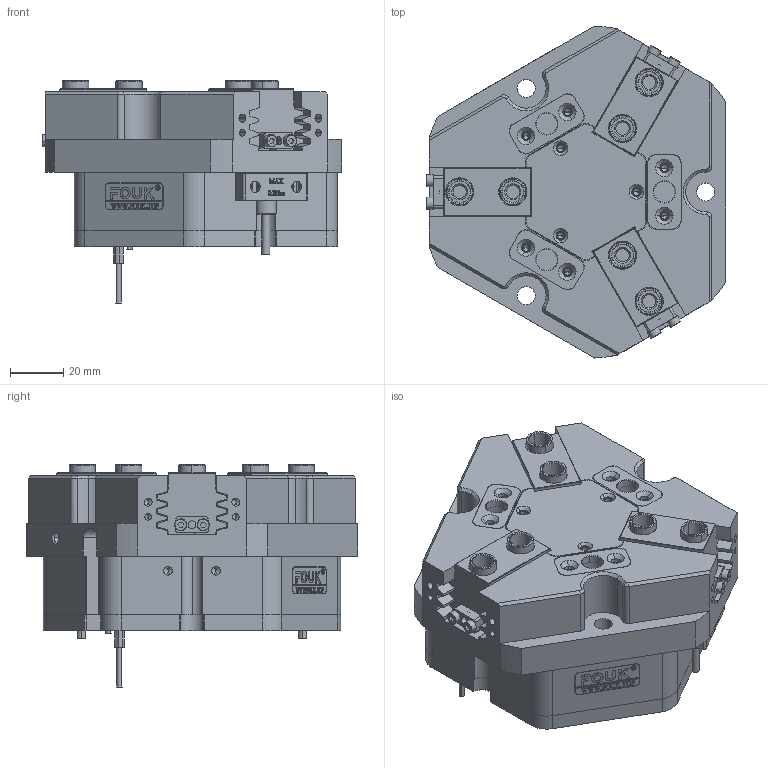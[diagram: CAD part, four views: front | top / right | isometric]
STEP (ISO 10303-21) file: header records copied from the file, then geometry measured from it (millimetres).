
FILE_DESCRIPTION (( 'STEP AP203' ), '1' );
FILE_NAME ('FZ70-125.STEP', '2025-03-30T07:50:38', ( 'USER-' ), ( 'Microsoft' ), 'SwSTEP 2.0', 'SolidWorks 2018', '' );
FILE_SCHEMA (( 'CONFIG_CONTROL_DESIGN' ));
Length unit declared in the file: millimetre
Products named in the file (14): 揤輸蚾饜极; 棠羲換覜ん; 苤覜聆假蚾璃; 内六角圆柱头螺钉[GBT70_1-2008][M2.5×8]_M2.5×8; FZ70-125; 20241226-M4 M4換覜ん揤輸; 25x10-R1.5; TZT70-125-M-06 笢猾啣; ﾏ擎ﾗ10｡ﾁ8｡ﾁ6; TZT70-125-M-10 囀笢猾啣; TZT70-125-M-02 賑輸; 电容传感器8x23接近开关; TZT70-125-M-05 菁裔啣; TZT70-125-M-01褲极
Assembly tree (28 placements, depth 3):
  FZ70-125
    TZT70-125-M-01褲极
    TZT70-125-M-02 賑輸  x3
    TZT70-125-M-05 菁裔啣
    TZT70-125-M-06 笢猾啣
    TZT70-125-M-10 囀笢猾啣  x3
    揤輸蚾饜极  x3
      内六角圆柱头螺钉[GBT70_1-2008][M2.5×8]_M2.5×8
      苤覜聆假蚾璃
    电容传感器8x23接近开关  x2
    20241226-M4 M4換覜ん揤輸  x2
    棠羲換覜ん  x2
    ﾏ擎ﾗ10｡ﾁ8｡ﾁ6  x6
    25x10-R1.5
Bounding box: 112.5 x 124.84 x 83.51 mm (x, y, z)
Volume: 493063.9 mm3; surface area: 117969.6 mm2
Topology: 31 solids, 34 shells, 2256 faces, 5921 edges, 3789 vertices
Faces by surface type: plane 1075, cylinder 513, bspline 379, cone 261, torus 28
Entity records: 58181 total; most frequent: CARTESIAN_POINT 19346, ORIENTED_EDGE 8098, DIRECTION 6890, EDGE_CURVE 4049, LINE 2664, VECTOR 2664, VERTEX_POINT 2629, AXIS2_PLACEMENT_3D 2113
